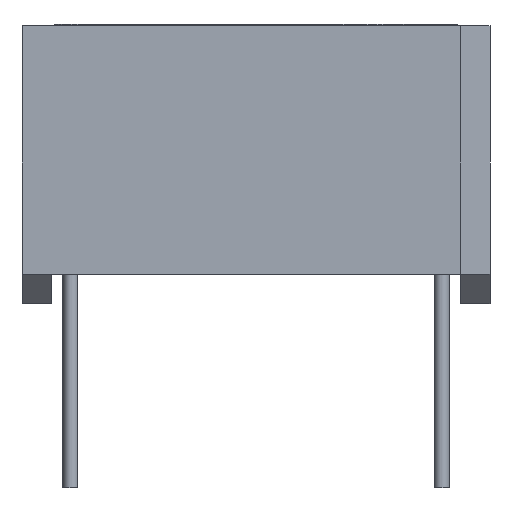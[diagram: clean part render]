
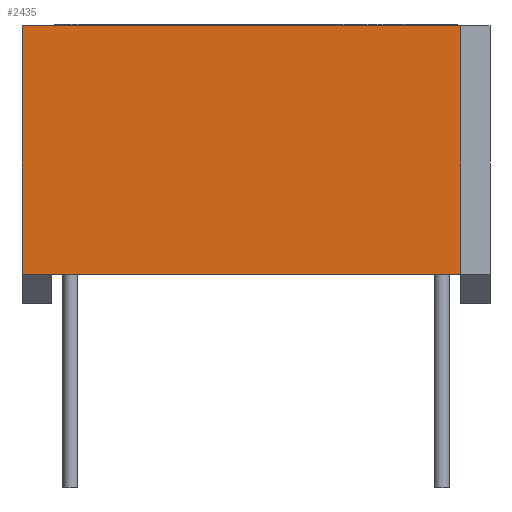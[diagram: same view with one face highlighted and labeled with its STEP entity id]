
A CAD part, front view. The second image highlights one B-rep face of the part: STEP entity #2435.
In plain terms, the highlighted planar face has unit normal (0, -1, 0).
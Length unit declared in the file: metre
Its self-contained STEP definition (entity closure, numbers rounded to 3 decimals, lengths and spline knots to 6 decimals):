
#171=ORIENTED_EDGE('',*,*,#742,.T.);
#172=ORIENTED_EDGE('',*,*,#786,.T.);
#173=ORIENTED_EDGE('',*,*,#717,.F.);
#174=ORIENTED_EDGE('',*,*,#783,.T.);
#717=EDGE_CURVE('',#1032,#1033,#1250,.T.);
#742=EDGE_CURVE('',#1058,#1057,#1257,.T.);
#783=EDGE_CURVE('',#1032,#1058,#1298,.T.);
#786=EDGE_CURVE('',#1057,#1033,#1301,.T.);
#1032=VERTEX_POINT('',#4124);
#1033=VERTEX_POINT('',#4125);
#1057=VERTEX_POINT('',#4174);
#1058=VERTEX_POINT('',#4176);
#1250=LINE('',#4123,#1521);
#1257=LINE('',#4175,#1528);
#1298=LINE('',#4254,#1569);
#1301=LINE('',#4258,#1572);
#1521=VECTOR('',#3464,1.);
#1528=VECTOR('',#3509,1.);
#1569=VECTOR('',#3562,1.);
#1572=VECTOR('',#3567,1.);
#1815=EDGE_LOOP('',(#171,#172,#173,#174));
#2016=FACE_BOUND('',#1815,.T.);
#2198=PLANE('',#3286);
#2435=ADVANCED_FACE('',(#2016),#2198,.F.);
#3286=AXIS2_PLACEMENT_3D('',#4257,#3565,#3566);
#3464=DIRECTION('',(1.,0.,0.));
#3509=DIRECTION('',(1.,0.,0.));
#3562=DIRECTION('',(0.,0.,-1.));
#3565=DIRECTION('',(0.,1.,0.));
#3566=DIRECTION('',(0.,0.,1.));
#3567=DIRECTION('',(0.,0.,1.));
#4123=CARTESIAN_POINT('',(0.,-0.0125,0.0095));
#4124=CARTESIAN_POINT('',(-0.008,-0.0125,0.0095));
#4125=CARTESIAN_POINT('',(0.007,-0.0125,0.0095));
#4174=CARTESIAN_POINT('',(0.007,-0.0125,0.001));
#4175=CARTESIAN_POINT('',(0.,-0.0125,0.001));
#4176=CARTESIAN_POINT('',(-0.008,-0.0125,0.001));
#4254=CARTESIAN_POINT('',(-0.008,-0.0125,0.0095));
#4257=CARTESIAN_POINT('',(0.,-0.0125,0.0095));
#4258=CARTESIAN_POINT('',(0.007,-0.0125,-0.024135));
